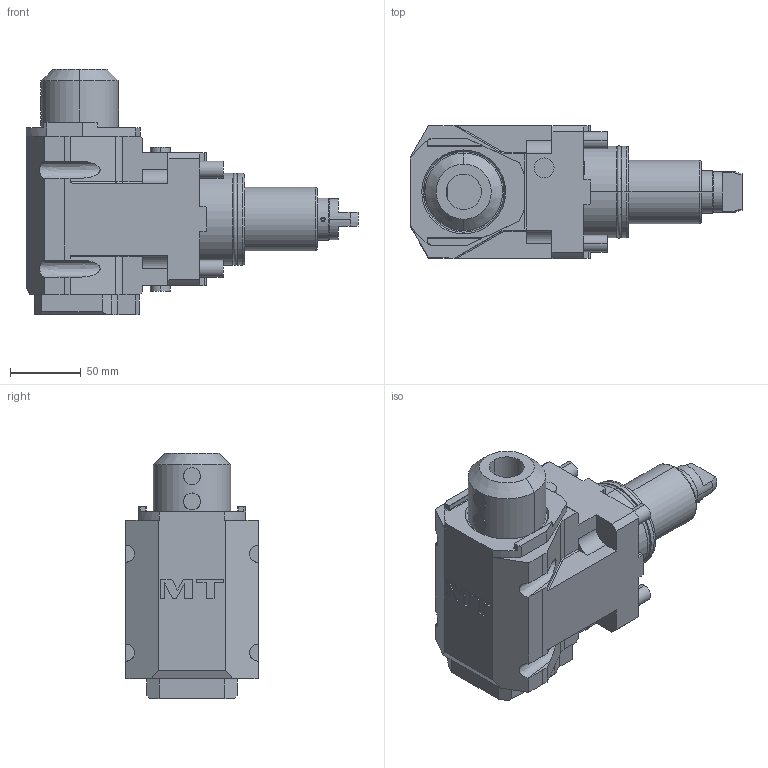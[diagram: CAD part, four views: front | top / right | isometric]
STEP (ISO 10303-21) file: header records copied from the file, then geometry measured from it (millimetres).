
FILE_DESCRIPTION((''),'2;1');
FILE_NAME('DWO2480825_CONF','2023-05-04T10:42:39',('gvalli'),('M.T. srl'),'CREO PARAMETRIC BY PTC INC, 2021072','CREO PARAMETRIC BY PTC INC, 2021072','');
FILE_SCHEMA(('CONFIG_CONTROL_DESIGN'));
Length unit declared in the file: millimetre
Products named in the file (1): DWO2480825_CONF
Bounding box: 235 x 94 x 173.5 mm (x, y, z)
Volume: 1445581.9 mm3; surface area: 110095.6 mm2
Topology: 1 solids, 1 shells, 306 faces, 769 edges, 496 vertices
Faces by surface type: plane 168, cylinder 92, cone 24, torus 16, bspline 4, extrusion 2
Entity records: 10781 total; most frequent: CARTESIAN_POINT 3351, ORIENTED_EDGE 1538, DIRECTION 1513, EDGE_CURVE 769, VECTOR 509, LINE 507, AXIS2_PLACEMENT_3D 502, VERTEX_POINT 496
